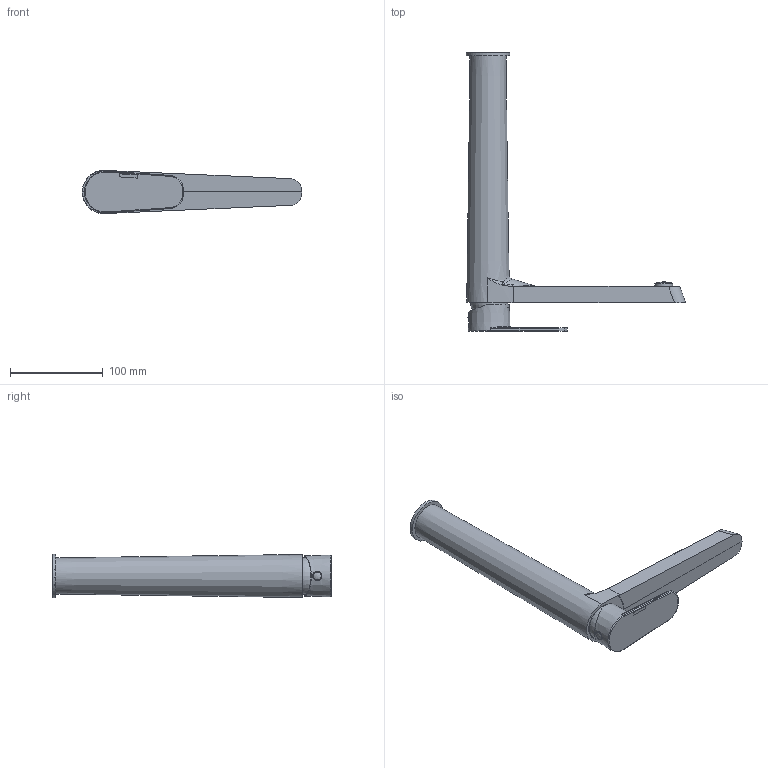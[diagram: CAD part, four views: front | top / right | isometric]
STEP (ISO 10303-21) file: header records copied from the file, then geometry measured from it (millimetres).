
FILE_DESCRIPTION (( 'STEP AP203' ), '1' );
FILE_NAME ('36AP00506.STEP', '2020-09-04T07:46:34', ( '' ), ( '' ), 'SwSTEP 2.0', 'SolidWorks 2018', '' );
FILE_SCHEMA (( 'CONFIG_CONTROL_DESIGN' ));
Length unit declared in the file: millimetre
Products named in the file (1): 36AP00506
Bounding box: 237.2 x 301.25 x 46.94 mm (x, y, z)
Volume: 202489.1 mm3; surface area: 129476.9 mm2
Topology: 7 solids, 7 shells, 222 faces, 536 edges, 346 vertices
Faces by surface type: plane 85, cylinder 63, bspline 36, cone 26, torus 9, sphere 3
Full cylindrical faces by diameter (mm): 6.8 x1, 9.5 x1, 10 x1, 16 x1, 16.5 x2, 17.5 x1, 18.75 x1, 19 x1, 22.5 x1, 23 x1, 23.8 x1, 24.5 x1, 30.3 x1, 30.5 x1, 31 x1, 32.2 x1, 32.8 x1, 34.5 x1, 34.7 x1, 35.2 x2, 35.8 x2, 37 x1, 38 x1, 40 x1, 45 x1, 47 x1
Entity records: 12542 total; most frequent: CARTESIAN_POINT 8111, ORIENTED_EDGE 932, DIRECTION 716, EDGE_CURVE 466, VERTEX_POINT 328, EDGE_LOOP 302, AXIS2_PLACEMENT_3D 300, FACE_OUTER_BOUND 256
